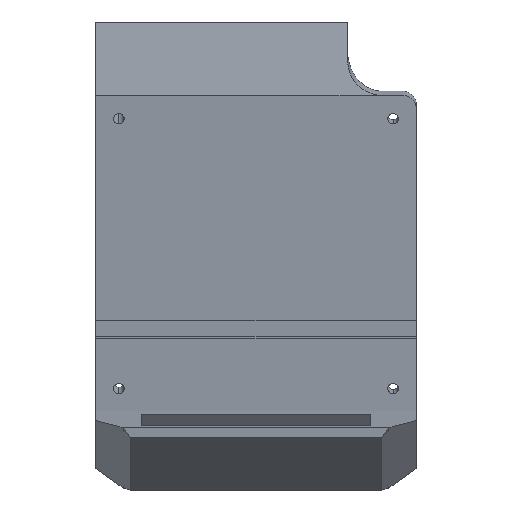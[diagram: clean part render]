
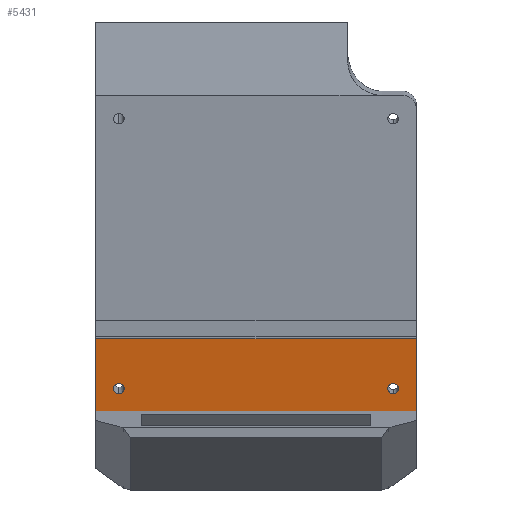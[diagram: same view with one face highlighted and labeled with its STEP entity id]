
A CAD part, left-side view. The second image highlights one B-rep face of the part: STEP entity #5431.
In plain terms, the highlighted planar face has unit normal (-0.984, 0, -0.18).
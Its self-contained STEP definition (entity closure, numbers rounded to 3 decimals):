
#1263 = PLANE('',#1264);
#1264 = AXIS2_PLACEMENT_3D('',#1265,#1266,#1267);
#1265 = CARTESIAN_POINT('',(0.,0.,34.));
#1266 = DIRECTION('',(0.,-1.,0.));
#1267 = DIRECTION('',(0.,0.,-1.));
#3125 = PLANE('',#3126);
#3126 = AXIS2_PLACEMENT_3D('',#3127,#3128,#3129);
#3127 = CARTESIAN_POINT('',(0.,-35.,0.));
#3128 = DIRECTION('',(0.,-1.,0.));
#3129 = DIRECTION('',(0.,0.,-1.));
#3196 = PLANE('',#3197);
#3197 = AXIS2_PLACEMENT_3D('',#3198,#3199,#3200);
#3198 = CARTESIAN_POINT('',(6.082,-35.,-0.336));
#3199 = DIRECTION('',(0.18,0.,-0.984));
#3200 = DIRECTION('',(-0.984,0.,-0.18));
#3942 = EDGE_CURVE('',#3943,#3945,#3947,.T.);
#3943 = VERTEX_POINT('',#3944);
#3944 = CARTESIAN_POINT('',(6.29,0.,-8.43));
#3945 = VERTEX_POINT('',#3946);
#3946 = CARTESIAN_POINT('',(4.852,0.,-0.56));
#3947 = SURFACE_CURVE('',#3948,(#3952,#3959),.PCURVE_S1.);
#3948 = LINE('',#3949,#3950);
#3949 = CARTESIAN_POINT('',(0.,0.,26.));
#3950 = VECTOR('',#3951,1.);
#3951 = DIRECTION('',(-0.18,0.,0.984));
#3952 = PCURVE('',#1263,#3953);
#3953 = DEFINITIONAL_REPRESENTATION('',(#3954),#3958);
#3954 = LINE('',#3955,#3956);
#3955 = CARTESIAN_POINT('',(8.,0.));
#3956 = VECTOR('',#3957,1.);
#3957 = DIRECTION('',(-0.984,-0.18));
#3958 = ( GEOMETRIC_REPRESENTATION_CONTEXT(2) 
PARAMETRIC_REPRESENTATION_CONTEXT() REPRESENTATION_CONTEXT('2D SPACE',''
  ) );
#3959 = PCURVE('',#3960,#3965);
#3960 = PLANE('',#3961);
#3961 = AXIS2_PLACEMENT_3D('',#3962,#3963,#3964);
#3962 = CARTESIAN_POINT('',(0.,-27.5,26.));
#3963 = DIRECTION('',(-0.984,0.,-0.18));
#3964 = DIRECTION('',(-0.18,0.,0.984));
#3965 = DEFINITIONAL_REPRESENTATION('',(#3966),#3970);
#3966 = LINE('',#3967,#3968);
#3967 = CARTESIAN_POINT('',(0.,27.5));
#3968 = VECTOR('',#3969,1.);
#3969 = DIRECTION('',(1.,0.));
#3970 = ( GEOMETRIC_REPRESENTATION_CONTEXT(2) 
PARAMETRIC_REPRESENTATION_CONTEXT() REPRESENTATION_CONTEXT('2D SPACE',''
  ) );
#3988 = PLANE('',#3989);
#3989 = AXIS2_PLACEMENT_3D('',#3990,#3991,#3992);
#3990 = CARTESIAN_POINT('',(6.29,-35.,-8.43));
#3991 = DIRECTION('',(-0.18,0.,0.984));
#3992 = DIRECTION('',(0.984,0.,0.18));
#4886 = VERTEX_POINT('',#4887);
#4887 = CARTESIAN_POINT('',(4.852,-35.,-0.56));
#4908 = EDGE_CURVE('',#4886,#4909,#4911,.T.);
#4909 = VERTEX_POINT('',#4910);
#4910 = CARTESIAN_POINT('',(6.29,-35.,-8.43));
#4911 = SURFACE_CURVE('',#4912,(#4916,#4923),.PCURVE_S1.);
#4912 = LINE('',#4913,#4914);
#4913 = CARTESIAN_POINT('',(0.,-35.,26.));
#4914 = VECTOR('',#4915,1.);
#4915 = DIRECTION('',(0.18,0.,-0.984));
#4916 = PCURVE('',#3125,#4917);
#4917 = DEFINITIONAL_REPRESENTATION('',(#4918),#4922);
#4918 = LINE('',#4919,#4920);
#4919 = CARTESIAN_POINT('',(-26.,0.));
#4920 = VECTOR('',#4921,1.);
#4921 = DIRECTION('',(0.984,0.18));
#4922 = ( GEOMETRIC_REPRESENTATION_CONTEXT(2) 
PARAMETRIC_REPRESENTATION_CONTEXT() REPRESENTATION_CONTEXT('2D SPACE',''
  ) );
#4923 = PCURVE('',#3960,#4924);
#4924 = DEFINITIONAL_REPRESENTATION('',(#4925),#4929);
#4925 = LINE('',#4926,#4927);
#4926 = CARTESIAN_POINT('',(0.,-7.5));
#4927 = VECTOR('',#4928,1.);
#4928 = DIRECTION('',(-1.,0.));
#4929 = ( GEOMETRIC_REPRESENTATION_CONTEXT(2) 
PARAMETRIC_REPRESENTATION_CONTEXT() REPRESENTATION_CONTEXT('2D SPACE',''
  ) );
#5055 = EDGE_CURVE('',#3945,#4886,#5056,.T.);
#5056 = SURFACE_CURVE('',#5057,(#5061,#5068),.PCURVE_S1.);
#5057 = LINE('',#5058,#5059);
#5058 = CARTESIAN_POINT('',(4.852,-35.,-0.56));
#5059 = VECTOR('',#5060,1.);
#5060 = DIRECTION('',(-0.,-1.,-0.));
#5061 = PCURVE('',#3196,#5062);
#5062 = DEFINITIONAL_REPRESENTATION('',(#5063),#5067);
#5063 = LINE('',#5064,#5065);
#5064 = CARTESIAN_POINT('',(1.25,0.));
#5065 = VECTOR('',#5066,1.);
#5066 = DIRECTION('',(0.,-1.));
#5067 = ( GEOMETRIC_REPRESENTATION_CONTEXT(2) 
PARAMETRIC_REPRESENTATION_CONTEXT() REPRESENTATION_CONTEXT('2D SPACE',''
  ) );
#5068 = PCURVE('',#3960,#5069);
#5069 = DEFINITIONAL_REPRESENTATION('',(#5070),#5074);
#5070 = LINE('',#5071,#5072);
#5071 = CARTESIAN_POINT('',(-27.,-7.5));
#5072 = VECTOR('',#5073,1.);
#5073 = DIRECTION('',(0.,-1.));
#5074 = ( GEOMETRIC_REPRESENTATION_CONTEXT(2) 
PARAMETRIC_REPRESENTATION_CONTEXT() REPRESENTATION_CONTEXT('2D SPACE',''
  ) );
#5431 = ADVANCED_FACE('',(#5432,#5458,#5518),#3960,.T.);
#5432 = FACE_BOUND('',#5433,.T.);
#5433 = EDGE_LOOP('',(#5434,#5435,#5436,#5457));
#5434 = ORIENTED_EDGE('',*,*,#5055,.F.);
#5435 = ORIENTED_EDGE('',*,*,#3942,.F.);
#5436 = ORIENTED_EDGE('',*,*,#5437,.F.);
#5437 = EDGE_CURVE('',#4909,#3943,#5438,.T.);
#5438 = SURFACE_CURVE('',#5439,(#5443,#5450),.PCURVE_S1.);
#5439 = LINE('',#5440,#5441);
#5440 = CARTESIAN_POINT('',(6.29,-35.,-8.43));
#5441 = VECTOR('',#5442,1.);
#5442 = DIRECTION('',(0.,1.,0.));
#5443 = PCURVE('',#3960,#5444);
#5444 = DEFINITIONAL_REPRESENTATION('',(#5445),#5449);
#5445 = LINE('',#5446,#5447);
#5446 = CARTESIAN_POINT('',(-35.,-7.5));
#5447 = VECTOR('',#5448,1.);
#5448 = DIRECTION('',(0.,1.));
#5449 = ( GEOMETRIC_REPRESENTATION_CONTEXT(2) 
PARAMETRIC_REPRESENTATION_CONTEXT() REPRESENTATION_CONTEXT('2D SPACE',''
  ) );
#5450 = PCURVE('',#3988,#5451);
#5451 = DEFINITIONAL_REPRESENTATION('',(#5452),#5456);
#5452 = LINE('',#5453,#5454);
#5453 = CARTESIAN_POINT('',(0.,0.));
#5454 = VECTOR('',#5455,1.);
#5455 = DIRECTION('',(0.,1.));
#5456 = ( GEOMETRIC_REPRESENTATION_CONTEXT(2) 
PARAMETRIC_REPRESENTATION_CONTEXT() REPRESENTATION_CONTEXT('2D SPACE',''
  ) );
#5457 = ORIENTED_EDGE('',*,*,#4908,.F.);
#5458 = FACE_BOUND('',#5459,.T.);
#5459 = EDGE_LOOP('',(#5460,#5491));
#5460 = ORIENTED_EDGE('',*,*,#5461,.F.);
#5461 = EDGE_CURVE('',#5462,#5464,#5466,.T.);
#5462 = VERTEX_POINT('',#5463);
#5463 = CARTESIAN_POINT('',(5.737,-2.55,-5.405));
#5464 = VERTEX_POINT('',#5465);
#5465 = CARTESIAN_POINT('',(5.944,-2.55,-6.536));
#5466 = SURFACE_CURVE('',#5467,(#5472,#5479),.PCURVE_S1.);
#5467 = CIRCLE('',#5468,0.575);
#5468 = AXIS2_PLACEMENT_3D('',#5469,#5470,#5471);
#5469 = CARTESIAN_POINT('',(5.841,-2.55,-5.971));
#5470 = DIRECTION('',(-0.984,0.,-0.18));
#5471 = DIRECTION('',(-0.18,0.,0.984));
#5472 = PCURVE('',#3960,#5473);
#5473 = DEFINITIONAL_REPRESENTATION('',(#5474),#5478);
#5474 = CIRCLE('',#5475,0.575);
#5475 = AXIS2_PLACEMENT_2D('',#5476,#5477);
#5476 = CARTESIAN_POINT('',(-32.5,24.95));
#5477 = DIRECTION('',(1.,0.));
#5478 = ( GEOMETRIC_REPRESENTATION_CONTEXT(2) 
PARAMETRIC_REPRESENTATION_CONTEXT() REPRESENTATION_CONTEXT('2D SPACE',''
  ) );
#5479 = PCURVE('',#5480,#5485);
#5480 = CYLINDRICAL_SURFACE('',#5481,0.575);
#5481 = AXIS2_PLACEMENT_3D('',#5482,#5483,#5484);
#5482 = CARTESIAN_POINT('',(14.313,-2.55,-4.423));
#5483 = DIRECTION('',(-0.984,-0.,-0.18));
#5484 = DIRECTION('',(-0.18,0.,0.984));
#5485 = DEFINITIONAL_REPRESENTATION('',(#5486),#5490);
#5486 = LINE('',#5487,#5488);
#5487 = CARTESIAN_POINT('',(0.,8.612));
#5488 = VECTOR('',#5489,1.);
#5489 = DIRECTION('',(1.,0.));
#5490 = ( GEOMETRIC_REPRESENTATION_CONTEXT(2) 
PARAMETRIC_REPRESENTATION_CONTEXT() REPRESENTATION_CONTEXT('2D SPACE',''
  ) );
#5491 = ORIENTED_EDGE('',*,*,#5492,.F.);
#5492 = EDGE_CURVE('',#5464,#5462,#5493,.T.);
#5493 = SURFACE_CURVE('',#5494,(#5499,#5506),.PCURVE_S1.);
#5494 = CIRCLE('',#5495,0.575);
#5495 = AXIS2_PLACEMENT_3D('',#5496,#5497,#5498);
#5496 = CARTESIAN_POINT('',(5.841,-2.55,-5.971));
#5497 = DIRECTION('',(-0.984,0.,-0.18));
#5498 = DIRECTION('',(-0.18,0.,0.984));
#5499 = PCURVE('',#3960,#5500);
#5500 = DEFINITIONAL_REPRESENTATION('',(#5501),#5505);
#5501 = CIRCLE('',#5502,0.575);
#5502 = AXIS2_PLACEMENT_2D('',#5503,#5504);
#5503 = CARTESIAN_POINT('',(-32.5,24.95));
#5504 = DIRECTION('',(1.,0.));
#5505 = ( GEOMETRIC_REPRESENTATION_CONTEXT(2) 
PARAMETRIC_REPRESENTATION_CONTEXT() REPRESENTATION_CONTEXT('2D SPACE',''
  ) );
#5506 = PCURVE('',#5507,#5512);
#5507 = CYLINDRICAL_SURFACE('',#5508,0.575);
#5508 = AXIS2_PLACEMENT_3D('',#5509,#5510,#5511);
#5509 = CARTESIAN_POINT('',(14.313,-2.55,-4.423));
#5510 = DIRECTION('',(-0.984,-0.,-0.18));
#5511 = DIRECTION('',(-0.18,0.,0.984));
#5512 = DEFINITIONAL_REPRESENTATION('',(#5513),#5517);
#5513 = LINE('',#5514,#5515);
#5514 = CARTESIAN_POINT('',(0.,8.612));
#5515 = VECTOR('',#5516,1.);
#5516 = DIRECTION('',(1.,0.));
#5517 = ( GEOMETRIC_REPRESENTATION_CONTEXT(2) 
PARAMETRIC_REPRESENTATION_CONTEXT() REPRESENTATION_CONTEXT('2D SPACE',''
  ) );
#5518 = FACE_BOUND('',#5519,.T.);
#5519 = EDGE_LOOP('',(#5520,#5551));
#5520 = ORIENTED_EDGE('',*,*,#5521,.F.);
#5521 = EDGE_CURVE('',#5522,#5524,#5526,.T.);
#5522 = VERTEX_POINT('',#5523);
#5523 = CARTESIAN_POINT('',(5.737,-32.45,-5.405));
#5524 = VERTEX_POINT('',#5525);
#5525 = CARTESIAN_POINT('',(5.944,-32.45,-6.536));
#5526 = SURFACE_CURVE('',#5527,(#5532,#5539),.PCURVE_S1.);
#5527 = CIRCLE('',#5528,0.575);
#5528 = AXIS2_PLACEMENT_3D('',#5529,#5530,#5531);
#5529 = CARTESIAN_POINT('',(5.841,-32.45,-5.971));
#5530 = DIRECTION('',(-0.984,0.,-0.18));
#5531 = DIRECTION('',(-0.18,0.,0.984));
#5532 = PCURVE('',#3960,#5533);
#5533 = DEFINITIONAL_REPRESENTATION('',(#5534),#5538);
#5534 = CIRCLE('',#5535,0.575);
#5535 = AXIS2_PLACEMENT_2D('',#5536,#5537);
#5536 = CARTESIAN_POINT('',(-32.5,-4.95));
#5537 = DIRECTION('',(1.,0.));
#5538 = ( GEOMETRIC_REPRESENTATION_CONTEXT(2) 
PARAMETRIC_REPRESENTATION_CONTEXT() REPRESENTATION_CONTEXT('2D SPACE',''
  ) );
#5539 = PCURVE('',#5540,#5545);
#5540 = CYLINDRICAL_SURFACE('',#5541,0.575);
#5541 = AXIS2_PLACEMENT_3D('',#5542,#5543,#5544);
#5542 = CARTESIAN_POINT('',(14.313,-32.45,-4.423));
#5543 = DIRECTION('',(-0.984,-0.,-0.18));
#5544 = DIRECTION('',(-0.18,0.,0.984));
#5545 = DEFINITIONAL_REPRESENTATION('',(#5546),#5550);
#5546 = LINE('',#5547,#5548);
#5547 = CARTESIAN_POINT('',(0.,8.612));
#5548 = VECTOR('',#5549,1.);
#5549 = DIRECTION('',(1.,0.));
#5550 = ( GEOMETRIC_REPRESENTATION_CONTEXT(2) 
PARAMETRIC_REPRESENTATION_CONTEXT() REPRESENTATION_CONTEXT('2D SPACE',''
  ) );
#5551 = ORIENTED_EDGE('',*,*,#5552,.F.);
#5552 = EDGE_CURVE('',#5524,#5522,#5553,.T.);
#5553 = SURFACE_CURVE('',#5554,(#5559,#5566),.PCURVE_S1.);
#5554 = CIRCLE('',#5555,0.575);
#5555 = AXIS2_PLACEMENT_3D('',#5556,#5557,#5558);
#5556 = CARTESIAN_POINT('',(5.841,-32.45,-5.971));
#5557 = DIRECTION('',(-0.984,0.,-0.18));
#5558 = DIRECTION('',(-0.18,0.,0.984));
#5559 = PCURVE('',#3960,#5560);
#5560 = DEFINITIONAL_REPRESENTATION('',(#5561),#5565);
#5561 = CIRCLE('',#5562,0.575);
#5562 = AXIS2_PLACEMENT_2D('',#5563,#5564);
#5563 = CARTESIAN_POINT('',(-32.5,-4.95));
#5564 = DIRECTION('',(1.,0.));
#5565 = ( GEOMETRIC_REPRESENTATION_CONTEXT(2) 
PARAMETRIC_REPRESENTATION_CONTEXT() REPRESENTATION_CONTEXT('2D SPACE',''
  ) );
#5566 = PCURVE('',#5567,#5572);
#5567 = CYLINDRICAL_SURFACE('',#5568,0.575);
#5568 = AXIS2_PLACEMENT_3D('',#5569,#5570,#5571);
#5569 = CARTESIAN_POINT('',(14.313,-32.45,-4.423));
#5570 = DIRECTION('',(-0.984,-0.,-0.18));
#5571 = DIRECTION('',(-0.18,0.,0.984));
#5572 = DEFINITIONAL_REPRESENTATION('',(#5573),#5577);
#5573 = LINE('',#5574,#5575);
#5574 = CARTESIAN_POINT('',(0.,8.612));
#5575 = VECTOR('',#5576,1.);
#5576 = DIRECTION('',(1.,0.));
#5577 = ( GEOMETRIC_REPRESENTATION_CONTEXT(2) 
PARAMETRIC_REPRESENTATION_CONTEXT() REPRESENTATION_CONTEXT('2D SPACE',''
  ) );
